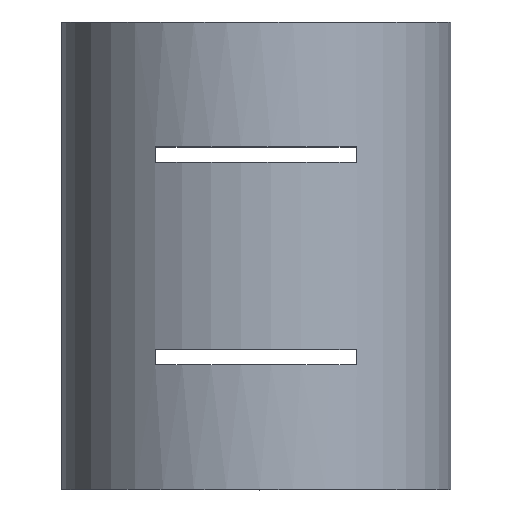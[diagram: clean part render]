
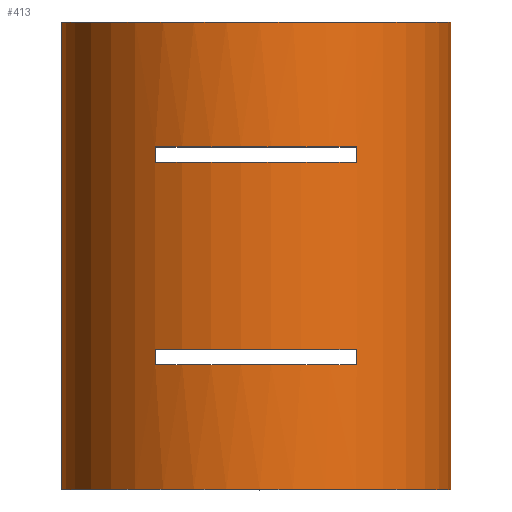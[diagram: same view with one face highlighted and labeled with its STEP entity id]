
A CAD part, top view. The second image highlights one B-rep face of the part: STEP entity #413.
In plain terms, the highlighted cylindrical face has radius 12.5 mm (diameter 25 mm), a partial arc.
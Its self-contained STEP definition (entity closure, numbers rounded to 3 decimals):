
#15=FACE_BOUND('',#70,.T.);
#16=FACE_BOUND('',#71,.T.);
#17=FACE_BOUND('',#72,.T.);
#18=FACE_BOUND('',#73,.T.);
#20=CYLINDRICAL_SURFACE('',#454,12.5);
#23=CIRCLE('',#436,12.5);
#24=CIRCLE('',#437,12.5);
#27=CIRCLE('',#442,12.5);
#28=CIRCLE('',#443,12.5);
#30=CIRCLE('',#451,12.5);
#31=CIRCLE('',#452,12.5);
#32=CIRCLE('',#455,12.5);
#33=CIRCLE('',#456,12.5);
#34=CIRCLE('',#457,12.5);
#35=CIRCLE('',#458,12.5);
#51=FACE_OUTER_BOUND('',#69,.T.);
#69=EDGE_LOOP('',(#343,#344,#345,#346));
#70=EDGE_LOOP('',(#347,#348,#349,#350));
#71=EDGE_LOOP('',(#351,#352,#353,#354));
#72=EDGE_LOOP('',(#355,#356,#357,#358));
#73=EDGE_LOOP('',(#359,#360,#361,#362));
#81=LINE('',#589,#125);
#85=LINE('',#598,#129);
#90=LINE('',#613,#134);
#91=LINE('',#615,#135);
#101=LINE('',#639,#145);
#107=LINE('',#654,#151);
#110=LINE('',#660,#154);
#112=LINE('',#665,#156);
#114=LINE('',#669,#158);
#119=LINE('',#681,#163);
#125=VECTOR('',#473,10.);
#129=VECTOR('',#479,10.);
#134=VECTOR('',#494,10.);
#135=VECTOR('',#495,10.);
#145=VECTOR('',#515,10.);
#151=VECTOR('',#527,10.);
#154=VECTOR('',#532,10.);
#156=VECTOR('',#536,10.);
#158=VECTOR('',#538,10.);
#163=VECTOR('',#551,10.);
#169=VERTEX_POINT('',#586);
#170=VERTEX_POINT('',#588);
#173=VERTEX_POINT('',#595);
#174=VERTEX_POINT('',#597);
#176=VERTEX_POINT('',#603);
#177=VERTEX_POINT('',#605);
#179=VERTEX_POINT('',#612);
#180=VERTEX_POINT('',#614);
#188=VERTEX_POINT('',#636);
#189=VERTEX_POINT('',#638);
#194=VERTEX_POINT('',#651);
#195=VERTEX_POINT('',#653);
#196=VERTEX_POINT('',#657);
#197=VERTEX_POINT('',#659);
#198=VERTEX_POINT('',#663);
#199=VERTEX_POINT('',#664);
#200=VERTEX_POINT('',#666);
#201=VERTEX_POINT('',#668);
#203=VERTEX_POINT('',#678);
#204=VERTEX_POINT('',#680);
#209=EDGE_CURVE('',#170,#169,#81,.T.);
#213=EDGE_CURVE('',#174,#173,#85,.T.);
#216=EDGE_CURVE('',#176,#174,#23,.T.);
#218=EDGE_CURVE('',#169,#177,#24,.T.);
#221=EDGE_CURVE('',#177,#179,#90,.T.);
#222=EDGE_CURVE('',#180,#176,#91,.T.);
#227=EDGE_CURVE('',#179,#170,#27,.T.);
#228=EDGE_CURVE('',#173,#180,#28,.T.);
#235=EDGE_CURVE('',#189,#188,#101,.T.);
#242=EDGE_CURVE('',#195,#194,#107,.T.);
#245=EDGE_CURVE('',#197,#196,#110,.T.);
#247=EDGE_CURVE('',#198,#199,#112,.T.);
#249=EDGE_CURVE('',#201,#200,#114,.T.);
#252=EDGE_CURVE('',#199,#195,#30,.T.);
#253=EDGE_CURVE('',#196,#201,#31,.T.);
#256=EDGE_CURVE('',#204,#203,#119,.T.);
#260=EDGE_CURVE('',#189,#203,#32,.T.);
#261=EDGE_CURVE('',#188,#204,#33,.T.);
#262=EDGE_CURVE('',#194,#198,#34,.T.);
#263=EDGE_CURVE('',#200,#197,#35,.T.);
#343=ORIENTED_EDGE('',*,*,#256,.T.);
#344=ORIENTED_EDGE('',*,*,#260,.F.);
#345=ORIENTED_EDGE('',*,*,#235,.T.);
#346=ORIENTED_EDGE('',*,*,#261,.T.);
#347=ORIENTED_EDGE('',*,*,#221,.T.);
#348=ORIENTED_EDGE('',*,*,#227,.T.);
#349=ORIENTED_EDGE('',*,*,#209,.T.);
#350=ORIENTED_EDGE('',*,*,#218,.T.);
#351=ORIENTED_EDGE('',*,*,#222,.T.);
#352=ORIENTED_EDGE('',*,*,#216,.T.);
#353=ORIENTED_EDGE('',*,*,#213,.T.);
#354=ORIENTED_EDGE('',*,*,#228,.T.);
#355=ORIENTED_EDGE('',*,*,#247,.T.);
#356=ORIENTED_EDGE('',*,*,#252,.T.);
#357=ORIENTED_EDGE('',*,*,#242,.T.);
#358=ORIENTED_EDGE('',*,*,#262,.T.);
#359=ORIENTED_EDGE('',*,*,#249,.T.);
#360=ORIENTED_EDGE('',*,*,#263,.T.);
#361=ORIENTED_EDGE('',*,*,#245,.T.);
#362=ORIENTED_EDGE('',*,*,#253,.T.);
#413=ADVANCED_FACE('',(#51,#15,#16,#17,#18),#20,.T.);
#436=AXIS2_PLACEMENT_3D('',#604,#484,#485);
#437=AXIS2_PLACEMENT_3D('',#607,#487,#488);
#442=AXIS2_PLACEMENT_3D('',#623,#503,#504);
#443=AXIS2_PLACEMENT_3D('',#624,#505,#506);
#451=AXIS2_PLACEMENT_3D('',#673,#543,#544);
#452=AXIS2_PLACEMENT_3D('',#674,#545,#546);
#454=AXIS2_PLACEMENT_3D('',#687,#555,#556);
#455=AXIS2_PLACEMENT_3D('',#688,#557,#558);
#456=AXIS2_PLACEMENT_3D('',#689,#559,#560);
#457=AXIS2_PLACEMENT_3D('',#690,#561,#562);
#458=AXIS2_PLACEMENT_3D('',#691,#563,#564);
#473=DIRECTION('',(0.,-1.,0.));
#479=DIRECTION('',(0.,1.,0.));
#484=DIRECTION('center_axis',(0.,-1.,0.));
#485=DIRECTION('ref_axis',(1.,0.,0.));
#487=DIRECTION('center_axis',(0.,-1.,0.));
#488=DIRECTION('ref_axis',(1.,0.,0.));
#494=DIRECTION('',(0.,1.,0.));
#495=DIRECTION('',(0.,-1.,0.));
#503=DIRECTION('center_axis',(0.,1.,0.));
#504=DIRECTION('ref_axis',(1.,0.,0.));
#505=DIRECTION('center_axis',(0.,1.,0.));
#506=DIRECTION('ref_axis',(1.,0.,0.));
#515=DIRECTION('',(0.,-1.,0.));
#527=DIRECTION('',(0.,-1.,0.));
#532=DIRECTION('',(0.,1.,0.));
#536=DIRECTION('',(0.,1.,0.));
#538=DIRECTION('',(0.,-1.,0.));
#543=DIRECTION('center_axis',(0.,1.,0.));
#544=DIRECTION('ref_axis',(1.,0.,0.));
#545=DIRECTION('center_axis',(0.,1.,0.));
#546=DIRECTION('ref_axis',(1.,0.,0.));
#551=DIRECTION('',(0.,1.,0.));
#555=DIRECTION('center_axis',(0.,1.,0.));
#556=DIRECTION('ref_axis',(1.,0.,0.));
#557=DIRECTION('center_axis',(0.,1.,0.));
#558=DIRECTION('ref_axis',(1.,0.,0.));
#559=DIRECTION('center_axis',(0.,1.,0.));
#560=DIRECTION('ref_axis',(1.,0.,0.));
#561=DIRECTION('center_axis',(0.,-1.,0.));
#562=DIRECTION('ref_axis',(1.,0.,0.));
#563=DIRECTION('center_axis',(0.,-1.,0.));
#564=DIRECTION('ref_axis',(1.,0.,0.));
#586=CARTESIAN_POINT('',(-6.464,21.,-10.699));
#588=CARTESIAN_POINT('',(-6.464,22.,-10.699));
#589=CARTESIAN_POINT('',(-6.464,0.,-10.699));
#595=CARTESIAN_POINT('',(-6.464,22.,10.699));
#597=CARTESIAN_POINT('',(-6.464,21.,10.699));
#598=CARTESIAN_POINT('',(-6.464,0.,10.699));
#603=CARTESIAN_POINT('',(6.464,21.,10.699));
#604=CARTESIAN_POINT('Origin',(0.,21.,0.));
#605=CARTESIAN_POINT('',(6.464,21.,-10.699));
#607=CARTESIAN_POINT('Origin',(0.,21.,0.));
#612=CARTESIAN_POINT('',(6.464,22.,-10.699));
#613=CARTESIAN_POINT('',(6.464,0.,-10.699));
#614=CARTESIAN_POINT('',(6.464,22.,10.699));
#615=CARTESIAN_POINT('',(6.464,0.,10.699));
#623=CARTESIAN_POINT('Origin',(0.,22.,0.));
#624=CARTESIAN_POINT('Origin',(0.,22.,0.));
#636=CARTESIAN_POINT('',(-12.49,0.,0.5));
#638=CARTESIAN_POINT('',(-12.49,30.,0.5));
#639=CARTESIAN_POINT('',(-12.49,0.,0.5));
#651=CARTESIAN_POINT('',(-6.464,8.,-10.699));
#653=CARTESIAN_POINT('',(-6.464,9.,-10.699));
#654=CARTESIAN_POINT('',(-6.464,0.,-10.699));
#657=CARTESIAN_POINT('',(-6.464,9.,10.699));
#659=CARTESIAN_POINT('',(-6.464,8.,10.699));
#660=CARTESIAN_POINT('',(-6.464,0.,10.699));
#663=CARTESIAN_POINT('',(6.464,8.,-10.699));
#664=CARTESIAN_POINT('',(6.464,9.,-10.699));
#665=CARTESIAN_POINT('',(6.464,0.,-10.699));
#666=CARTESIAN_POINT('',(6.464,8.,10.699));
#668=CARTESIAN_POINT('',(6.464,9.,10.699));
#669=CARTESIAN_POINT('',(6.464,0.,10.699));
#673=CARTESIAN_POINT('Origin',(0.,9.,0.));
#674=CARTESIAN_POINT('Origin',(0.,9.,0.));
#678=CARTESIAN_POINT('',(-12.49,30.,-0.5));
#680=CARTESIAN_POINT('',(-12.49,0.,-0.5));
#681=CARTESIAN_POINT('',(-12.49,0.,-0.5));
#687=CARTESIAN_POINT('Origin',(0.,0.,0.));
#688=CARTESIAN_POINT('Origin',(0.,30.,0.));
#689=CARTESIAN_POINT('Origin',(0.,0.,0.));
#690=CARTESIAN_POINT('Origin',(0.,8.,0.));
#691=CARTESIAN_POINT('Origin',(0.,8.,0.));
